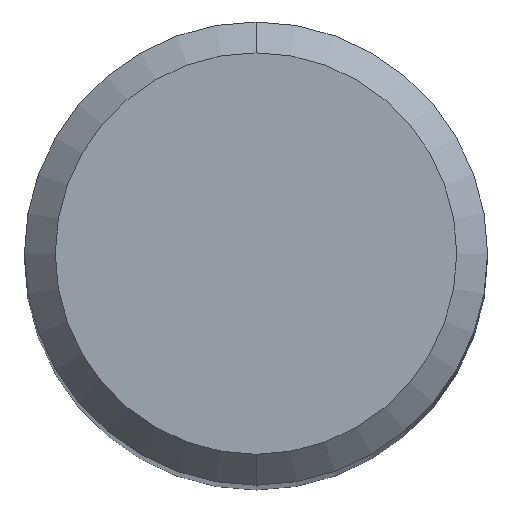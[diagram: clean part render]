
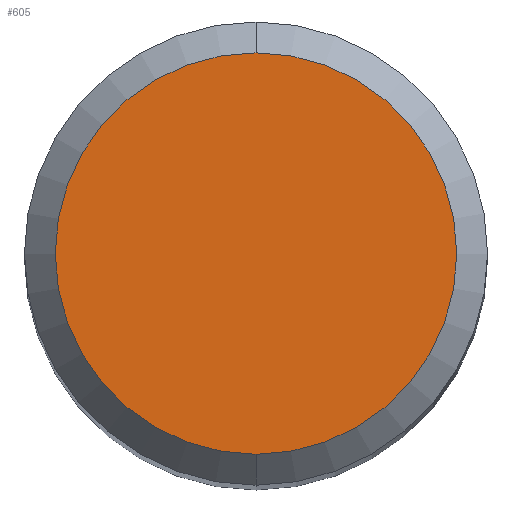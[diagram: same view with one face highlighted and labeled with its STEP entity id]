
A CAD part, top view. The second image highlights one B-rep face of the part: STEP entity #605.
In plain terms, the highlighted planar face has unit normal (0, 0, 1).
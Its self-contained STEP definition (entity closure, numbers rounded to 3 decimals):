
#409=EDGE_CURVE('',#511,#427,#926,.T.);
#427=VERTEX_POINT('',#947);
#491=EDGE_CURVE('',#427,#511,#1017,.T.);
#511=VERTEX_POINT('',#1039);
#605=ADVANCED_FACE('',(#1138),#1139,.T.);
#926=CIRCLE('',#2762,2.6);
#947=CARTESIAN_POINT('',(0.,-2.6,0.0));
#1017=CIRCLE('',#3146,2.6);
#1039=CARTESIAN_POINT('',(0.0,2.6,0.0));
#1138=FACE_OUTER_BOUND('',#4275,.T.);
#1139=PLANE('',#4276);
#2762=AXIS2_PLACEMENT_3D('',#5532,#5533,#5534);
#3146=AXIS2_PLACEMENT_3D('',#5636,#5637,#5638);
#4275=EDGE_LOOP('',(#5754,#5755));
#4276=AXIS2_PLACEMENT_3D('',#5756,#5757,#5758);
#5532=CARTESIAN_POINT('',(0.0,0.0,0.0));
#5533=DIRECTION('',(0.0,0.0,-1.0));
#5534=DIRECTION('',(0.0,1.0,0.0));
#5636=CARTESIAN_POINT('',(0.0,0.0,0.0));
#5637=DIRECTION('',(0.0,0.0,-1.0));
#5638=DIRECTION('',(0.0,1.0,0.0));
#5754=ORIENTED_EDGE('',*,*,#409,.F.);
#5755=ORIENTED_EDGE('',*,*,#491,.F.);
#5756=CARTESIAN_POINT('',(0.0,1.3,0.0));
#5757=DIRECTION('',(-0.0,0.0,1.0));
#5758=DIRECTION('',(0.0,-1.0,0.0));
